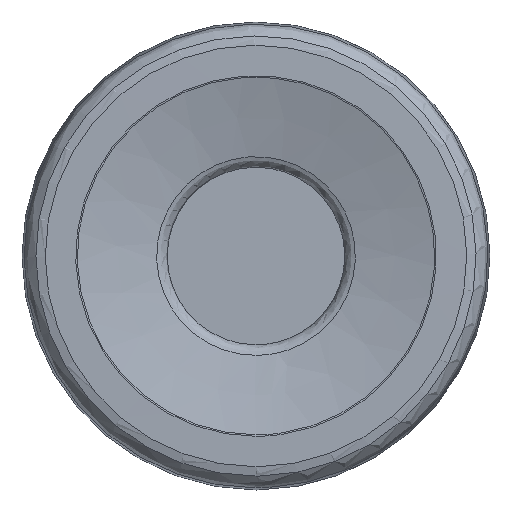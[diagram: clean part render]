
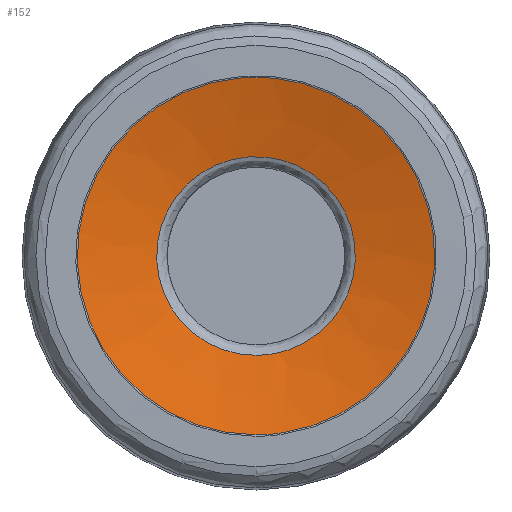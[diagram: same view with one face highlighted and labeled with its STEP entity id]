
A CAD part, left-side view. The second image highlights one B-rep face of the part: STEP entity #152.
In plain terms, the highlighted face is a revolution surface.
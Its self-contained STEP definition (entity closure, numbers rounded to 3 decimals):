
#46=SURFACE_OF_REVOLUTION('',#84,#66);
#66=AXIS1_PLACEMENT('',#895,#632);
#84=B_SPLINE_CURVE_WITH_KNOTS('',3,(#881,#882,#883,#884,#885,#886,#887,
#888,#889,#890,#891,#892,#893,#894),.UNSPECIFIED.,.F.,.F.,(4,2,2,2,2,2,
4),(0.,0.125,0.25,0.5,0.75,0.875,1.),.UNSPECIFIED.);
#152=ADVANCED_FACE('',(#220,#221),#46,.T.);
#220=FACE_BOUND('',#288,.T.);
#221=FACE_BOUND('',#289,.T.);
#288=EDGE_LOOP('',(#356));
#289=EDGE_LOOP('',(#357));
#356=ORIENTED_EDGE('',*,*,#427,.F.);
#357=ORIENTED_EDGE('',*,*,#426,.T.);
#392=VERTEX_POINT('',#864);
#393=VERTEX_POINT('',#880);
#426=EDGE_CURVE('',#392,#392,#460,.T.);
#427=EDGE_CURVE('',#393,#393,#461,.T.);
#460=CIRCLE('',#510,4.287);
#461=CIRCLE('',#511,7.714);
#510=AXIS2_PLACEMENT_3D('',#863,#627,#628);
#511=AXIS2_PLACEMENT_3D('',#879,#630,#631);
#627=DIRECTION('',(1.,0.,0.));
#628=DIRECTION('',(0.,0.,-1.));
#630=DIRECTION('',(1.,0.,0.));
#631=DIRECTION('',(0.,0.,-1.));
#632=DIRECTION('',(1.,0.,0.));
#863=CARTESIAN_POINT('',(0.84,0.,0.));
#864=CARTESIAN_POINT('',(0.84,0.,-4.287));
#879=CARTESIAN_POINT('',(0.006,0.,0.));
#880=CARTESIAN_POINT('',(0.006,0.,-7.714));
#881=CARTESIAN_POINT('',(0.84,-4.168,1.002));
#882=CARTESIAN_POINT('',(0.816,-4.34,0.973));
#883=CARTESIAN_POINT('',(0.801,-4.503,0.944));
#884=CARTESIAN_POINT('',(0.748,-4.812,0.892));
#885=CARTESIAN_POINT('',(0.712,-4.957,0.869));
#886=CARTESIAN_POINT('',(0.599,-5.389,0.8));
#887=CARTESIAN_POINT('',(0.523,-5.676,0.754));
#888=CARTESIAN_POINT('',(0.373,-6.252,0.661));
#889=CARTESIAN_POINT('',(0.299,-6.542,0.615));
#890=CARTESIAN_POINT('',(0.185,-6.972,0.546));
#891=CARTESIAN_POINT('',(0.147,-7.116,0.523));
#892=CARTESIAN_POINT('',(0.07,-7.401,0.477));
#893=CARTESIAN_POINT('',(0.035,-7.55,0.453));
#894=CARTESIAN_POINT('',(0.006,-7.702,0.428));
#895=CARTESIAN_POINT('',(50.5,0.,0.));
